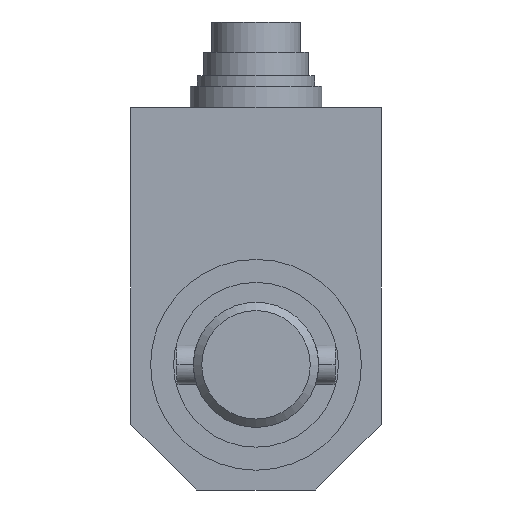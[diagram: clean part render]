
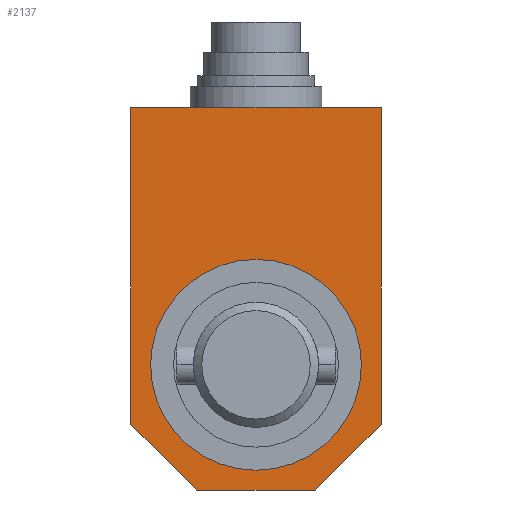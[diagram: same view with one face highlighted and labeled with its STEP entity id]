
A CAD part, left-side view. The second image highlights one B-rep face of the part: STEP entity #2137.
In plain terms, the highlighted face is planar.
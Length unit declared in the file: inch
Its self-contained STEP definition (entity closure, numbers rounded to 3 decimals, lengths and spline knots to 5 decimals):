
#1442=CARTESIAN_POINT('',(0.86728,-0.00197,-1.02189));
#1443=VERTEX_POINT('',#1442);
#1444=CARTESIAN_POINT('',(0.86728,-0.63189,-0.39197));
#1445=VERTEX_POINT('',#1444);
#1453=CARTESIAN_POINT('',(0.86728,0.62795,-0.39197));
#1454=VERTEX_POINT('',#1453);
#1462=CARTESIAN_POINT('',(0.86728,-0.00197,0.23795));
#1463=VERTEX_POINT('',#1462);
#1471=CARTESIAN_POINT('',(0.86728,-0.00197,-0.39197));
#1472=DIRECTION('',(-1.0,0.0,0.0));
#1473=DIRECTION('',(0.0,0.0,-1.0));
#1474=AXIS2_PLACEMENT_3D('',#1471,#1472,#1473);
#1475=CIRCLE('',#1474,0.62992);
#1476=EDGE_CURVE('',#1445,#1463,#1475,.T.);
#1562=CARTESIAN_POINT('',(0.86728,-0.00197,-0.39197));
#1563=DIRECTION('',(-1.0,0.0,0.0));
#1564=DIRECTION('',(0.0,0.0,-1.0));
#1565=AXIS2_PLACEMENT_3D('',#1562,#1563,#1564);
#1566=CIRCLE('',#1565,0.62992);
#1567=EDGE_CURVE('',#1443,#1445,#1566,.T.);
#1569=CARTESIAN_POINT('',(0.86728,-0.00197,-0.39197));
#1570=DIRECTION('',(-1.0,0.0,0.0));
#1571=DIRECTION('',(0.0,0.0,-1.0));
#1572=AXIS2_PLACEMENT_3D('',#1569,#1570,#1571);
#1573=CIRCLE('',#1572,0.62992);
#1574=EDGE_CURVE('',#1454,#1443,#1573,.T.);
#1576=CARTESIAN_POINT('',(0.86728,-0.00197,-0.39197));
#1577=DIRECTION('',(-1.0,0.0,0.0));
#1578=DIRECTION('',(0.0,0.0,-1.0));
#1579=AXIS2_PLACEMENT_3D('',#1576,#1577,#1578);
#1580=CIRCLE('',#1579,0.62992);
#1581=EDGE_CURVE('',#1463,#1454,#1580,.T.);
#2076=CARTESIAN_POINT('',(0.86728,0.,-0.23));
#2077=DIRECTION('',(1.0,0.0,0.0));
#2078=DIRECTION('',(0.0,0.0,-1.0));
#2079=AXIS2_PLACEMENT_3D('',#2076,#2077,#2078);
#2080=PLANE('',#2079);
#2081=CARTESIAN_POINT('',(0.86728,0.74606,-0.7463));
#2082=VERTEX_POINT('',#2081);
#2083=CARTESIAN_POINT('',(0.86728,0.35236,-1.14));
#2084=VERTEX_POINT('',#2083);
#2085=CARTESIAN_POINT('',(0.86728,0.74606,-0.7463));
#2086=DIRECTION('',(0.0,-0.707,-0.707));
#2087=VECTOR('',#2086,0.55678);
#2088=LINE('',#2085,#2087);
#2089=EDGE_CURVE('',#2082,#2084,#2088,.T.);
#2090=ORIENTED_EDGE('',*,*,#2089,.F.);
#2091=CARTESIAN_POINT('',(0.86728,0.74606,1.14346));
#2092=VERTEX_POINT('',#2091);
#2093=CARTESIAN_POINT('',(0.86728,0.74606,1.14346));
#2094=DIRECTION('',(0.0,0.0,-1.0));
#2095=VECTOR('',#2094,1.88976);
#2096=LINE('',#2093,#2095);
#2097=EDGE_CURVE('',#2092,#2082,#2096,.T.);
#2098=ORIENTED_EDGE('',*,*,#2097,.F.);
#2099=CARTESIAN_POINT('',(0.86728,-0.75,1.14346));
#2100=VERTEX_POINT('',#2099);
#2101=CARTESIAN_POINT('',(0.86728,-0.75,1.14346));
#2102=DIRECTION('',(0.0,1.0,0.0));
#2103=VECTOR('',#2102,1.49606);
#2104=LINE('',#2101,#2103);
#2105=EDGE_CURVE('',#2100,#2092,#2104,.T.);
#2106=ORIENTED_EDGE('',*,*,#2105,.F.);
#2107=CARTESIAN_POINT('',(0.86728,-0.75,-0.7463));
#2108=VERTEX_POINT('',#2107);
#2109=CARTESIAN_POINT('',(0.86728,-0.75,-0.7463));
#2110=DIRECTION('',(0.0,0.0,1.0));
#2111=VECTOR('',#2110,1.88976);
#2112=LINE('',#2109,#2111);
#2113=EDGE_CURVE('',#2108,#2100,#2112,.T.);
#2114=ORIENTED_EDGE('',*,*,#2113,.F.);
#2115=CARTESIAN_POINT('',(0.86728,-0.3563,-1.14));
#2116=VERTEX_POINT('',#2115);
#2117=CARTESIAN_POINT('',(0.86728,-0.3563,-1.14));
#2118=DIRECTION('',(0.0,-0.707,0.707));
#2119=VECTOR('',#2118,0.55678);
#2120=LINE('',#2117,#2119);
#2121=EDGE_CURVE('',#2116,#2108,#2120,.T.);
#2122=ORIENTED_EDGE('',*,*,#2121,.F.);
#2123=CARTESIAN_POINT('',(0.86728,0.35236,-1.14));
#2124=DIRECTION('',(0.0,-1.0,0.0));
#2125=VECTOR('',#2124,0.70866);
#2126=LINE('',#2123,#2125);
#2127=EDGE_CURVE('',#2084,#2116,#2126,.T.);
#2128=ORIENTED_EDGE('',*,*,#2127,.F.);
#2129=EDGE_LOOP('',(#2090,#2098,#2106,#2114,#2122,#2128));
#2130=FACE_OUTER_BOUND('',#2129,.T.);
#2131=ORIENTED_EDGE('',*,*,#1567,.T.);
#2132=ORIENTED_EDGE('',*,*,#1476,.T.);
#2133=ORIENTED_EDGE('',*,*,#1581,.T.);
#2134=ORIENTED_EDGE('',*,*,#1574,.T.);
#2135=EDGE_LOOP('',(#2131,#2132,#2133,#2134));
#2136=FACE_BOUND('',#2135,.T.);
#2137=ADVANCED_FACE('',(#2130,#2136),#2080,.T.);
